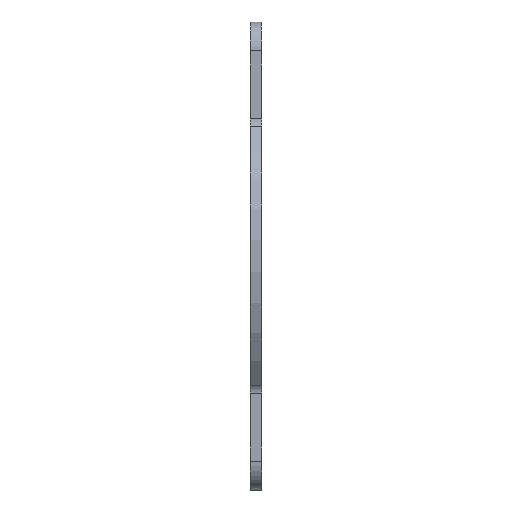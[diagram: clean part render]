
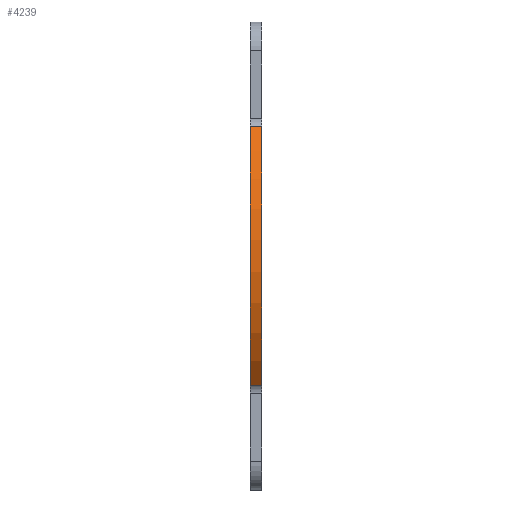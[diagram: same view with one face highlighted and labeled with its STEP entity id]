
A CAD part, left-side view. The second image highlights one B-rep face of the part: STEP entity #4239.
In plain terms, the highlighted cylindrical face has radius 34 mm (diameter 68 mm), a partial arc.
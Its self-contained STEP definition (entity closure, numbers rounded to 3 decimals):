
#391=CARTESIAN_POINT('',(0.,0.,0.));
#392=DIRECTION('',(0.,1.,0.));
#393=DIRECTION('',(-0.75,0.,-0.661));
#394=AXIS2_PLACEMENT_3D('',#391,#392,#393);
#926=CARTESIAN_POINT('',(0.,2.,0.));
#927=DIRECTION('',(0.,1.,0.));
#928=DIRECTION('',(-0.75,0.,-0.661));
#929=AXIS2_PLACEMENT_3D('',#926,#927,#928);
#1552=DIRECTION('',(0.,1.,0.));
#1553=VECTOR('',#1552,2.);
#1554=CARTESIAN_POINT('',(-25.5,0.,22.489));
#1555=LINE('',#1554,#1553);
#1556=DIRECTION('',(0.,1.,0.));
#1557=VECTOR('',#1556,2.);
#1558=CARTESIAN_POINT('',(-25.5,0.,-22.489));
#1559=LINE('',#1558,#1557);
#2070=CARTESIAN_POINT('',(-25.5,0.,22.489));
#2071=CARTESIAN_POINT('',(-25.5,2.,22.489));
#2072=VERTEX_POINT('',#2070);
#2073=VERTEX_POINT('',#2071);
#2098=CARTESIAN_POINT('',(-25.5,0.,-22.489));
#2099=CARTESIAN_POINT('',(-25.5,2.,-22.489));
#2100=VERTEX_POINT('',#2098);
#2101=VERTEX_POINT('',#2099);
#4227=CARTESIAN_POINT('',(0.,0.,0.));
#4228=DIRECTION('',(0.,1.,0.));
#4229=DIRECTION('',(1.,0.,0.));
#4230=AXIS2_PLACEMENT_3D('',#4227,#4228,#4229);
#4231=CYLINDRICAL_SURFACE('',#4230,34.);
#4232=ORIENTED_EDGE('',*,*,#4221,.F.);
#4233=ORIENTED_EDGE('',*,*,#2231,.F.);
#4235=ORIENTED_EDGE('',*,*,#4234,.T.);
#4236=ORIENTED_EDGE('',*,*,#2525,.T.);
#4237=EDGE_LOOP('',(#4232,#4233,#4235,#4236));
#4238=FACE_OUTER_BOUND('',#4237,.F.);
#4239=ADVANCED_FACE('',(#4238),#4231,.T.);
#395=CIRCLE('',#394,34.);
#930=CIRCLE('',#929,34.);
#2231=EDGE_CURVE('',#2100,#2072,#395,.T.);
#2525=EDGE_CURVE('',#2101,#2073,#930,.T.);
#4221=EDGE_CURVE('',#2072,#2073,#1555,.T.);
#4234=EDGE_CURVE('',#2100,#2101,#1559,.T.);
